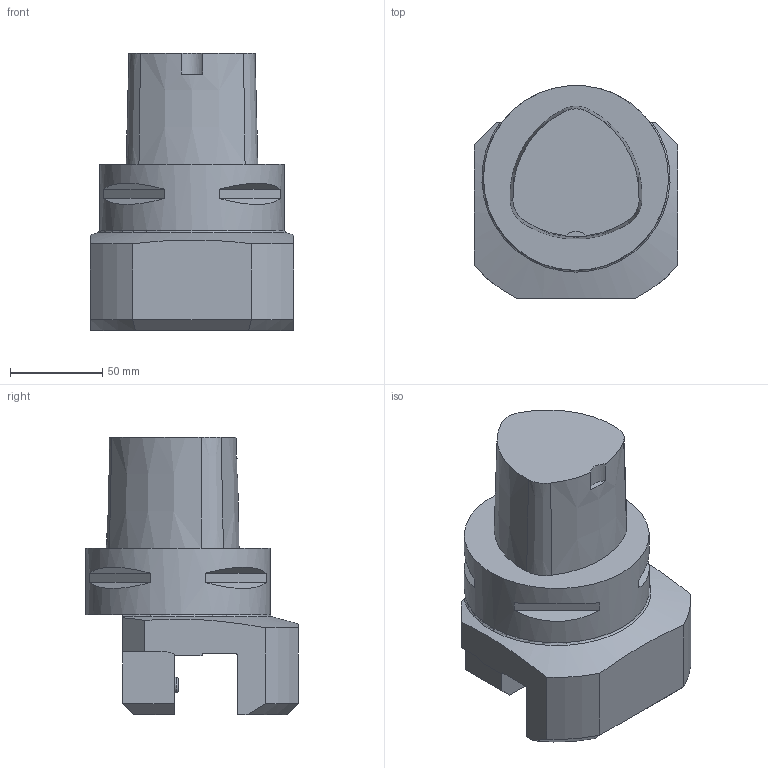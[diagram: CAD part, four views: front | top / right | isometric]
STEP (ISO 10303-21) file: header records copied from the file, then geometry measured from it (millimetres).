
FILE_DESCRIPTION(/* description */ (''),/* implementation_level */ '2;1');
FILE_NAME(/* name */ '1581917541979.stp',/* time_stamp */ '2020-02-17T11:02:32+06:00',/* author */ (''),/* organization */ ('SMS'),/* preprocessor_version */ 'ST-DEVELOPER v16.7',/* originating_system */ 'SIEMENS PLM Software NX 12.0',/* authorisation */ '');
FILE_SCHEMA (('AUTOMOTIVE_DESIGN { 1 0 10303 214 3 1 1 1 }'));
Length unit declared in the file: millimetre
Products named in the file (1): 201666113mod000_02
Bounding box: 110 x 114.87 x 150 mm (x, y, z)
Volume: 879991.1 mm3; surface area: 69413.8 mm2
Topology: 1 solids, 1 shells, 132 faces, 300 edges, 186 vertices
Faces by surface type: plane 69, cone 41, cylinder 17, torus 5
Full cylindrical faces by diameter (mm): 8.5 x4, 10.579 x4, 100 x1
Entity records: 3550 total; most frequent: CARTESIAN_POINT 782, DIRECTION 562, ORIENTED_EDGE 518, EDGE_CURVE 259, AXIS2_PLACEMENT_3D 229, VERTEX_POINT 167, EDGE_LOOP 166, ADVANCED_FACE 132
